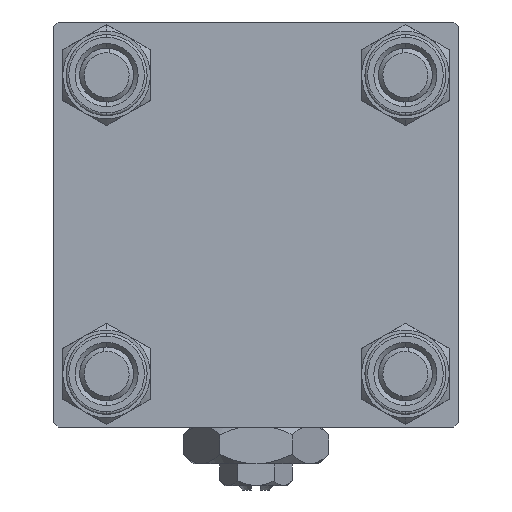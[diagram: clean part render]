
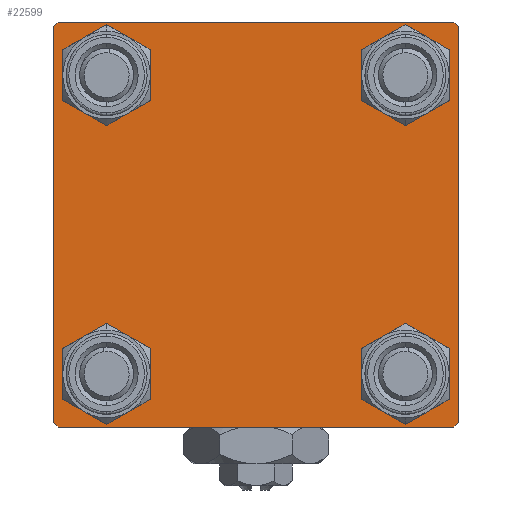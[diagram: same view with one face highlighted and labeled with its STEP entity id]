
A CAD part, left-side view. The second image highlights one B-rep face of the part: STEP entity #22599.
In plain terms, the highlighted planar face has unit normal (-1, 0, 0).
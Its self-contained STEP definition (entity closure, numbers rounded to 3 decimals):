
#612 = DIRECTION ( 'NONE',  ( 0., 0., 1. ) ) ;
#1226 = LINE ( 'NONE', #52267, #5543 ) ;
#1872 = VECTOR ( 'NONE', #42465, 1000. ) ;
#2183 = ORIENTED_EDGE ( 'NONE', *, *, #9109, .T. ) ;
#2346 = DIRECTION ( 'NONE',  ( 0., 0., 1. ) ) ;
#2537 = CIRCLE ( 'NONE', #33733, 3.5 ) ;
#2573 = CARTESIAN_POINT ( 'NONE',  ( 0., 16.6, 16.6 ) ) ;
#3294 = FACE_BOUND ( 'NONE', #20892, .T. ) ;
#3979 = VERTEX_POINT ( 'NONE', #52365 ) ;
#4249 = CIRCLE ( 'NONE', #35404, 3.5 ) ;
#5543 = VECTOR ( 'NONE', #14029, 1000. ) ;
#5922 = LINE ( 'NONE', #32141, #53519 ) ;
#6218 = CARTESIAN_POINT ( 'NONE',  ( 0., 22.5, -22. ) ) ;
#6322 = AXIS2_PLACEMENT_3D ( 'NONE', #2573, #27705, #44702 ) ;
#6953 = EDGE_CURVE ( 'NONE', #12239, #28543, #37079, .T. ) ;
#6991 = ORIENTED_EDGE ( 'NONE', *, *, #24062, .T. ) ;
#7096 = CARTESIAN_POINT ( 'NONE',  ( 0., -16.6, 20.1 ) ) ;
#9109 = EDGE_CURVE ( 'NONE', #18287, #52280, #1226, .T. ) ;
#9369 = VERTEX_POINT ( 'NONE', #10336 ) ;
#9566 = CIRCLE ( 'NONE', #53264, 3.5 ) ;
#9826 = CARTESIAN_POINT ( 'NONE',  ( 0., -22.25, 22.25 ) ) ;
#10336 = CARTESIAN_POINT ( 'NONE',  ( 0., -16.6, -13.1 ) ) ;
#10389 = ORIENTED_EDGE ( 'NONE', *, *, #20419, .T. ) ;
#10587 = CARTESIAN_POINT ( 'NONE',  ( 0., 22.5, 22.5 ) ) ;
#10730 = CARTESIAN_POINT ( 'NONE',  ( 0., 16.6, 16.6 ) ) ;
#11458 = CARTESIAN_POINT ( 'NONE',  ( 0., 22.5, 22. ) ) ;
#11562 = CARTESIAN_POINT ( 'NONE',  ( 0., 16.6, -13.1 ) ) ;
#11936 = DIRECTION ( 'NONE',  ( -1., 0., 0. ) ) ;
#11966 = ORIENTED_EDGE ( 'NONE', *, *, #53010, .T. ) ;
#12239 = VERTEX_POINT ( 'NONE', #47037 ) ;
#12340 = EDGE_CURVE ( 'NONE', #18593, #18287, #49779, .T. ) ;
#12627 = LINE ( 'NONE', #29674, #1872 ) ;
#13301 = CARTESIAN_POINT ( 'NONE',  ( 0., -16.6, 13.1 ) ) ;
#13546 = CARTESIAN_POINT ( 'NONE',  ( 0., 22., -22.5 ) ) ;
#13560 = DIRECTION ( 'NONE',  ( 0., -0.707, -0.707 ) ) ;
#13604 = CARTESIAN_POINT ( 'NONE',  ( 0., -22.5, -22. ) ) ;
#13964 = ORIENTED_EDGE ( 'NONE', *, *, #36354, .T. ) ;
#14029 = DIRECTION ( 'NONE',  ( 0., -0.707, 0.707 ) ) ;
#14815 = LINE ( 'NONE', #43844, #41794 ) ;
#15013 = EDGE_LOOP ( 'NONE', ( #24652, #11966 ) ) ;
#16141 = FACE_OUTER_BOUND ( 'NONE', #23530, .T. ) ;
#17078 = ORIENTED_EDGE ( 'NONE', *, *, #29948, .T. ) ;
#17801 = VECTOR ( 'NONE', #34953, 1000. ) ;
#18016 = EDGE_CURVE ( 'NONE', #19901, #3979, #9566, .T. ) ;
#18287 = VERTEX_POINT ( 'NONE', #49638 ) ;
#18379 = ORIENTED_EDGE ( 'NONE', *, *, #44360, .T. ) ;
#18593 = VERTEX_POINT ( 'NONE', #13546 ) ;
#19573 = DIRECTION ( 'NONE',  ( 0., 0., 1. ) ) ;
#19651 = DIRECTION ( 'NONE',  ( 0., 0., 1. ) ) ;
#19901 = VERTEX_POINT ( 'NONE', #43758 ) ;
#19943 = CARTESIAN_POINT ( 'NONE',  ( 0., -16.6, 16.6 ) ) ;
#20327 = FACE_BOUND ( 'NONE', #43077, .T. ) ;
#20419 = EDGE_CURVE ( 'NONE', #38411, #43922, #4249, .T. ) ;
#20788 = CARTESIAN_POINT ( 'NONE',  ( 0., -16.6, -16.6 ) ) ;
#20892 = EDGE_LOOP ( 'NONE', ( #43624, #13964 ) ) ;
#21008 = VERTEX_POINT ( 'NONE', #13301 ) ;
#21342 = ORIENTED_EDGE ( 'NONE', *, *, #27893, .F. ) ;
#22006 = ORIENTED_EDGE ( 'NONE', *, *, #6953, .F. ) ;
#22126 = LINE ( 'NONE', #9826, #17801 ) ;
#22599 = ADVANCED_FACE ( 'NONE', ( #24520, #3294, #20327, #37326, #16141 ), #33150, .T. ) ;
#23530 = EDGE_LOOP ( 'NONE', ( #6991, #18379, #34096, #2183, #21342, #42663, #22006, #39383 ) ) ;
#23782 = DIRECTION ( 'NONE',  ( 0., 0.707, -0.707 ) ) ;
#23910 = VECTOR ( 'NONE', #13560, 1000. ) ;
#24062 = EDGE_CURVE ( 'NONE', #48918, #45624, #14815, .T. ) ;
#24520 = FACE_BOUND ( 'NONE', #27144, .T. ) ;
#24652 = ORIENTED_EDGE ( 'NONE', *, *, #18016, .T. ) ;
#24892 = AXIS2_PLACEMENT_3D ( 'NONE', #44938, #53052, #19573 ) ;
#24950 = CARTESIAN_POINT ( 'NONE',  ( 0., 16.6, -20.1 ) ) ;
#25132 = CARTESIAN_POINT ( 'NONE',  ( 0., 22.25, -22.25 ) ) ;
#27144 = EDGE_LOOP ( 'NONE', ( #43258, #36739 ) ) ;
#27563 = CIRCLE ( 'NONE', #41814, 3.5 ) ;
#27705 = DIRECTION ( 'NONE',  ( 1., 0., 0. ) ) ;
#27893 = EDGE_CURVE ( 'NONE', #29403, #52280, #12627, .T. ) ;
#28543 = VERTEX_POINT ( 'NONE', #49028 ) ;
#29403 = VERTEX_POINT ( 'NONE', #30931 ) ;
#29674 = CARTESIAN_POINT ( 'NONE',  ( 0., -22.5, 22.5 ) ) ;
#29948 = EDGE_CURVE ( 'NONE', #43922, #38411, #31361, .T. ) ;
#30754 = DIRECTION ( 'NONE',  ( 0., 0., -1. ) ) ;
#30931 = CARTESIAN_POINT ( 'NONE',  ( 0., -22.5, 22. ) ) ;
#31361 = CIRCLE ( 'NONE', #48138, 3.5 ) ;
#32141 = CARTESIAN_POINT ( 'NONE',  ( 0., 22.25, 22.25 ) ) ;
#32751 = DIRECTION ( 'NONE',  ( 1., 0., 0. ) ) ;
#33150 = PLANE ( 'NONE',  #45293 ) ;
#33733 = AXIS2_PLACEMENT_3D ( 'NONE', #54221, #53400, #19651 ) ;
#34096 = ORIENTED_EDGE ( 'NONE', *, *, #12340, .T. ) ;
#34823 = CARTESIAN_POINT ( 'NONE',  ( 0., -16.6, -20.1 ) ) ;
#34953 = DIRECTION ( 'NONE',  ( 0., 0.707, 0.707 ) ) ;
#35404 = AXIS2_PLACEMENT_3D ( 'NONE', #51122, #38834, #612 ) ;
#35528 = DIRECTION ( 'NONE',  ( 0., 0., 1. ) ) ;
#36062 = VECTOR ( 'NONE', #49231, 1000. ) ;
#36354 = EDGE_CURVE ( 'NONE', #39551, #9369, #41831, .T. ) ;
#36739 = ORIENTED_EDGE ( 'NONE', *, *, #48466, .T. ) ;
#37079 = LINE ( 'NONE', #10587, #38452 ) ;
#37326 = FACE_BOUND ( 'NONE', #15013, .T. ) ;
#38411 = VERTEX_POINT ( 'NONE', #24950 ) ;
#38452 = VECTOR ( 'NONE', #40152, 1000. ) ;
#38834 = DIRECTION ( 'NONE',  ( 1., 0., 0. ) ) ;
#39021 = AXIS2_PLACEMENT_3D ( 'NONE', #20788, #42492, #55064 ) ;
#39383 = ORIENTED_EDGE ( 'NONE', *, *, #52044, .T. ) ;
#39551 = VERTEX_POINT ( 'NONE', #34823 ) ;
#39702 = CARTESIAN_POINT ( 'NONE',  ( 0., 16.6, -16.6 ) ) ;
#40152 = DIRECTION ( 'NONE',  ( 0., -1., 0. ) ) ;
#41794 = VECTOR ( 'NONE', #30754, 1000. ) ;
#41814 = AXIS2_PLACEMENT_3D ( 'NONE', #19943, #32751, #2346 ) ;
#41831 = CIRCLE ( 'NONE', #24892, 3.5 ) ;
#42465 = DIRECTION ( 'NONE',  ( 0., 0., -1. ) ) ;
#42492 = DIRECTION ( 'NONE',  ( 1., 0., 0. ) ) ;
#42663 = ORIENTED_EDGE ( 'NONE', *, *, #49703, .T. ) ;
#43077 = EDGE_LOOP ( 'NONE', ( #17078, #10389 ) ) ;
#43117 = EDGE_CURVE ( 'NONE', #9369, #39551, #50583, .T. ) ;
#43258 = ORIENTED_EDGE ( 'NONE', *, *, #49528, .T. ) ;
#43391 = LINE ( 'NONE', #25132, #23910 ) ;
#43624 = ORIENTED_EDGE ( 'NONE', *, *, #43117, .T. ) ;
#43758 = CARTESIAN_POINT ( 'NONE',  ( 0., 16.6, 20.1 ) ) ;
#43844 = CARTESIAN_POINT ( 'NONE',  ( 0., 22.5, 22.5 ) ) ;
#43922 = VERTEX_POINT ( 'NONE', #11562 ) ;
#43931 = DIRECTION ( 'NONE',  ( 1., 0., 0. ) ) ;
#44360 = EDGE_CURVE ( 'NONE', #45624, #18593, #43391, .T. ) ;
#44479 = DIRECTION ( 'NONE',  ( 0., 0., 1. ) ) ;
#44702 = DIRECTION ( 'NONE',  ( 0., 0., 1. ) ) ;
#44938 = CARTESIAN_POINT ( 'NONE',  ( 0., -16.6, -16.6 ) ) ;
#45293 = AXIS2_PLACEMENT_3D ( 'NONE', #50166, #11936, #47607 ) ;
#45624 = VERTEX_POINT ( 'NONE', #6218 ) ;
#47037 = CARTESIAN_POINT ( 'NONE',  ( 0., 22., 22.5 ) ) ;
#47607 = DIRECTION ( 'NONE',  ( 0., 0., 1. ) ) ;
#48138 = AXIS2_PLACEMENT_3D ( 'NONE', #39702, #52008, #35528 ) ;
#48165 = CIRCLE ( 'NONE', #6322, 3.5 ) ;
#48466 = EDGE_CURVE ( 'NONE', #21008, #52636, #2537, .T. ) ;
#48918 = VERTEX_POINT ( 'NONE', #11458 ) ;
#49028 = CARTESIAN_POINT ( 'NONE',  ( 0., -22., 22.5 ) ) ;
#49231 = DIRECTION ( 'NONE',  ( 0., -1., 0. ) ) ;
#49528 = EDGE_CURVE ( 'NONE', #52636, #21008, #27563, .T. ) ;
#49638 = CARTESIAN_POINT ( 'NONE',  ( 0., -22., -22.5 ) ) ;
#49703 = EDGE_CURVE ( 'NONE', #29403, #28543, #22126, .T. ) ;
#49779 = LINE ( 'NONE', #53704, #36062 ) ;
#50166 = CARTESIAN_POINT ( 'NONE',  ( 0., 0., 0. ) ) ;
#50583 = CIRCLE ( 'NONE', #39021, 3.5 ) ;
#51122 = CARTESIAN_POINT ( 'NONE',  ( 0., 16.6, -16.6 ) ) ;
#52008 = DIRECTION ( 'NONE',  ( 1., 0., 0. ) ) ;
#52044 = EDGE_CURVE ( 'NONE', #12239, #48918, #5922, .T. ) ;
#52267 = CARTESIAN_POINT ( 'NONE',  ( 0., -22.25, -22.25 ) ) ;
#52280 = VERTEX_POINT ( 'NONE', #13604 ) ;
#52365 = CARTESIAN_POINT ( 'NONE',  ( 0., 16.6, 13.1 ) ) ;
#52636 = VERTEX_POINT ( 'NONE', #7096 ) ;
#53010 = EDGE_CURVE ( 'NONE', #3979, #19901, #48165, .T. ) ;
#53052 = DIRECTION ( 'NONE',  ( 1., 0., 0. ) ) ;
#53264 = AXIS2_PLACEMENT_3D ( 'NONE', #10730, #43931, #44479 ) ;
#53400 = DIRECTION ( 'NONE',  ( 1., 0., 0. ) ) ;
#53519 = VECTOR ( 'NONE', #23782, 1000. ) ;
#53704 = CARTESIAN_POINT ( 'NONE',  ( 0., 22.5, -22.5 ) ) ;
#54221 = CARTESIAN_POINT ( 'NONE',  ( 0., -16.6, 16.6 ) ) ;
#55064 = DIRECTION ( 'NONE',  ( 0., 0., 1. ) ) ;
